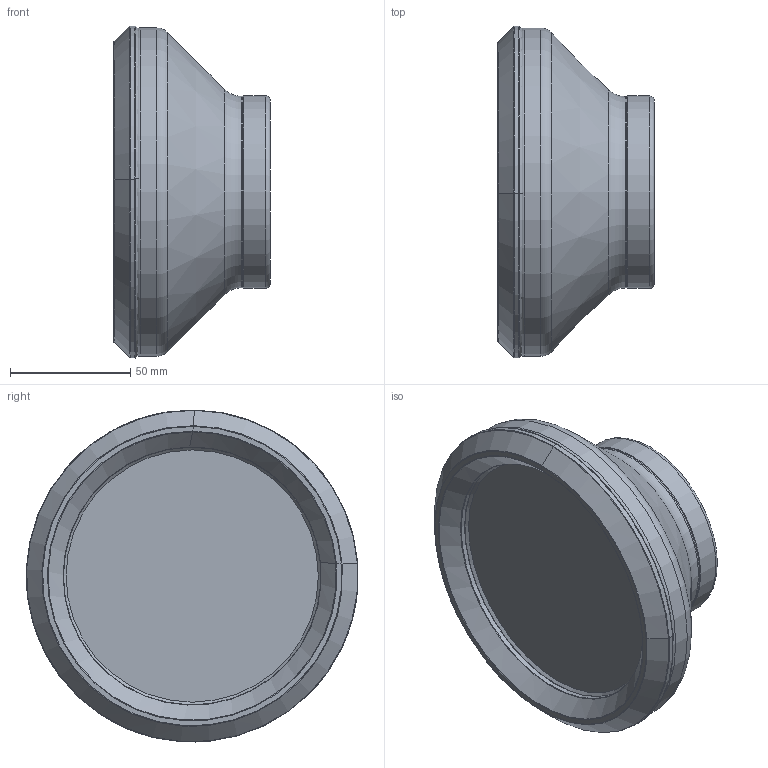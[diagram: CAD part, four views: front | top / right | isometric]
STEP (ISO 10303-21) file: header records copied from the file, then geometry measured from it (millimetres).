
FILE_DESCRIPTION(/* description */ (''),/* implementation_level */ '2;1');
FILE_NAME(/* name */ 'model1.stp',/* time_stamp */ '2023-10-23T12:49:03+03:00',/* author */ (''),/* organization */ (''),/* preprocessor_version */ 'ST-DEVELOPER v19.4',/* originating_system */ 'SIEMENS PLM Software NX2306.3001',/* authorisation */ '');
FILE_SCHEMA (('AUTOMOTIVE_DESIGN { 1 0 10303 214 3 1 1 1 }'));
Length unit declared in the file: millimetre
Products named in the file (1): model1_objects
Bounding box: 65 x 137.8 x 138.02 mm (x, y, z)
Volume: 585753.1 mm3; surface area: 61931.5 mm2
Topology: 2 solids, 2 shells, 48 faces, 92 edges, 47 vertices
Faces by surface type: bspline 29, plane 7, torus 6, cylinder 3, cone 2, revolution 1
Full cylindrical faces by diameter (mm): 79.6 x1, 80 x1, 136.5 x1
Entity records: 1660 total; most frequent: CARTESIAN_POINT 667, DIRECTION 181, ORIENTED_EDGE 158, AXIS2_PLACEMENT_3D 82, EDGE_CURVE 79, CIRCLE 63, EDGE_LOOP 62, ADVANCED_FACE 48
